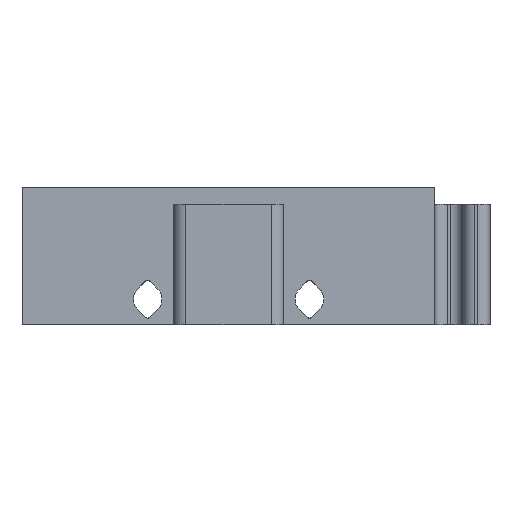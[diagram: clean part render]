
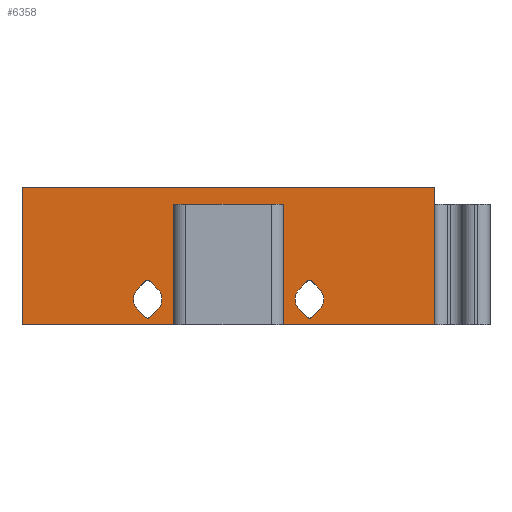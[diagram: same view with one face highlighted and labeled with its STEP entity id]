
A CAD part, left-side view. The second image highlights one B-rep face of the part: STEP entity #6358.
In plain terms, the highlighted planar face has unit normal (-1, 0, 0).
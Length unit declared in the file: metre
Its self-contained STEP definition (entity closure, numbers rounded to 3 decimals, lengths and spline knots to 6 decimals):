
#265=CIRCLE('',#6791,0.0004);
#275=CIRCLE('',#6817,0.002075);
#276=CIRCLE('',#6818,0.0004);
#277=CIRCLE('',#6819,0.002075);
#278=CIRCLE('',#6820,0.0004);
#279=CIRCLE('',#6821,0.002075);
#280=CIRCLE('',#6822,0.002075);
#281=CIRCLE('',#6823,0.0004);
#937=ORIENTED_EDGE('',*,*,#2841,.F.);
#938=ORIENTED_EDGE('',*,*,#2842,.T.);
#939=ORIENTED_EDGE('',*,*,#2843,.F.);
#940=ORIENTED_EDGE('',*,*,#2844,.T.);
#941=ORIENTED_EDGE('',*,*,#2845,.T.);
#942=ORIENTED_EDGE('',*,*,#2846,.T.);
#943=ORIENTED_EDGE('',*,*,#2847,.T.);
#944=ORIENTED_EDGE('',*,*,#2848,.T.);
#945=ORIENTED_EDGE('',*,*,#2849,.T.);
#946=ORIENTED_EDGE('',*,*,#2402,.F.);
#947=ORIENTED_EDGE('',*,*,#2850,.T.);
#948=ORIENTED_EDGE('',*,*,#2647,.T.);
#949=ORIENTED_EDGE('',*,*,#2851,.F.);
#950=ORIENTED_EDGE('',*,*,#2852,.F.);
#951=ORIENTED_EDGE('',*,*,#2853,.T.);
#952=ORIENTED_EDGE('',*,*,#2631,.T.);
#953=ORIENTED_EDGE('',*,*,#2854,.F.);
#954=ORIENTED_EDGE('',*,*,#2855,.T.);
#955=ORIENTED_EDGE('',*,*,#2807,.F.);
#956=ORIENTED_EDGE('',*,*,#2856,.F.);
#957=ORIENTED_EDGE('',*,*,#2857,.F.);
#958=ORIENTED_EDGE('',*,*,#2858,.F.);
#959=ORIENTED_EDGE('',*,*,#2859,.F.);
#960=ORIENTED_EDGE('',*,*,#2860,.T.);
#2402=EDGE_CURVE('',#3382,#3383,#4024,.F.);
#2631=EDGE_CURVE('',#3596,#3595,#4183,.F.);
#2647=EDGE_CURVE('',#3544,#3611,#4191,.F.);
#2807=EDGE_CURVE('',#3739,#3740,#265,.F.);
#2841=EDGE_CURVE('',#3765,#3766,#4318,.T.);
#2842=EDGE_CURVE('',#3765,#3767,#275,.T.);
#2843=EDGE_CURVE('',#3768,#3767,#4319,.T.);
#2844=EDGE_CURVE('',#3768,#3769,#276,.T.);
#2845=EDGE_CURVE('',#3769,#3770,#4320,.T.);
#2846=EDGE_CURVE('',#3770,#3771,#277,.T.);
#2847=EDGE_CURVE('',#3771,#3772,#4321,.T.);
#2848=EDGE_CURVE('',#3772,#3766,#278,.T.);
#2849=EDGE_CURVE('',#3595,#3383,#4322,.T.);
#2850=EDGE_CURVE('',#3382,#3544,#4323,.T.);
#2851=EDGE_CURVE('',#3773,#3611,#4324,.T.);
#2852=EDGE_CURVE('',#3774,#3773,#4325,.T.);
#2853=EDGE_CURVE('',#3774,#3596,#4326,.F.);
#2854=EDGE_CURVE('',#3775,#3776,#279,.F.);
#2855=EDGE_CURVE('',#3775,#3740,#4327,.T.);
#2856=EDGE_CURVE('',#3777,#3739,#4328,.T.);
#2857=EDGE_CURVE('',#3778,#3777,#280,.F.);
#2858=EDGE_CURVE('',#3779,#3778,#4329,.T.);
#2859=EDGE_CURVE('',#3780,#3779,#281,.F.);
#2860=EDGE_CURVE('',#3780,#3776,#4330,.T.);
#3382=VERTEX_POINT('',#8848);
#3383=VERTEX_POINT('',#8849);
#3544=VERTEX_POINT('',#9271);
#3595=VERTEX_POINT('',#9372);
#3596=VERTEX_POINT('',#9374);
#3611=VERTEX_POINT('',#9404);
#3739=VERTEX_POINT('',#9727);
#3740=VERTEX_POINT('',#9729);
#3765=VERTEX_POINT('',#9797);
#3766=VERTEX_POINT('',#9798);
#3767=VERTEX_POINT('',#9800);
#3768=VERTEX_POINT('',#9802);
#3769=VERTEX_POINT('',#9804);
#3770=VERTEX_POINT('',#9806);
#3771=VERTEX_POINT('',#9808);
#3772=VERTEX_POINT('',#9810);
#3773=VERTEX_POINT('',#9815);
#3774=VERTEX_POINT('',#9817);
#3775=VERTEX_POINT('',#9820);
#3776=VERTEX_POINT('',#9821);
#3777=VERTEX_POINT('',#9824);
#3778=VERTEX_POINT('',#9826);
#3779=VERTEX_POINT('',#9828);
#3780=VERTEX_POINT('',#9830);
#4024=LINE('',#8847,#4702);
#4183=LINE('',#9373,#4861);
#4191=LINE('',#9405,#4869);
#4318=LINE('',#9796,#4996);
#4319=LINE('',#9801,#4997);
#4320=LINE('',#9805,#4998);
#4321=LINE('',#9809,#4999);
#4322=LINE('',#9812,#5000);
#4323=LINE('',#9813,#5001);
#4324=LINE('',#9814,#5002);
#4325=LINE('',#9816,#5003);
#4326=LINE('',#9818,#5004);
#4327=LINE('',#9822,#5005);
#4328=LINE('',#9823,#5006);
#4329=LINE('',#9827,#5007);
#4330=LINE('',#9831,#5008);
#4702=VECTOR('',#7141,1.);
#4861=VECTOR('',#7448,1.);
#4869=VECTOR('',#7472,1.);
#4996=VECTOR('',#7821,1.);
#4997=VECTOR('',#7824,1.);
#4998=VECTOR('',#7827,1.);
#4999=VECTOR('',#7830,1.);
#5000=VECTOR('',#7833,1.);
#5001=VECTOR('',#7834,1.);
#5002=VECTOR('',#7835,1.);
#5003=VECTOR('',#7836,1.);
#5004=VECTOR('',#7837,1.);
#5005=VECTOR('',#7840,1.);
#5006=VECTOR('',#7841,1.);
#5007=VECTOR('',#7844,1.);
#5008=VECTOR('',#7847,1.);
#5469=EDGE_LOOP('',(#937,#938,#939,#940,#941,#942,#943,#944));
#5470=EDGE_LOOP('',(#945,#946,#947,#948,#949,#950,#951,#952));
#5471=EDGE_LOOP('',(#953,#954,#955,#956,#957,#958,#959,#960));
#5823=FACE_BOUND('',#5469,.T.);
#5824=FACE_BOUND('',#5470,.T.);
#5825=FACE_BOUND('',#5471,.T.);
#6134=PLANE('',#6816);
#6358=ADVANCED_FACE('',(#5823,#5824,#5825),#6134,.F.);
#6791=AXIS2_PLACEMENT_3D('',#9728,#7752,#7753);
#6816=AXIS2_PLACEMENT_3D('',#9795,#7819,#7820);
#6817=AXIS2_PLACEMENT_3D('',#9799,#7822,#7823);
#6818=AXIS2_PLACEMENT_3D('',#9803,#7825,#7826);
#6819=AXIS2_PLACEMENT_3D('',#9807,#7828,#7829);
#6820=AXIS2_PLACEMENT_3D('',#9811,#7831,#7832);
#6821=AXIS2_PLACEMENT_3D('',#9819,#7838,#7839);
#6822=AXIS2_PLACEMENT_3D('',#9825,#7842,#7843);
#6823=AXIS2_PLACEMENT_3D('',#9829,#7845,#7846);
#7141=DIRECTION('',(0.,1.,0.));
#7448=DIRECTION('',(0.,1.,0.));
#7472=DIRECTION('',(0.,1.,0.));
#7752=DIRECTION('',(1.,0.,0.));
#7753=DIRECTION('',(0.,1.,0.));
#7819=DIRECTION('',(1.,0.,0.));
#7820=DIRECTION('',(0.,1.,0.));
#7821=DIRECTION('',(0.,-0.707,-0.707));
#7822=DIRECTION('',(1.,0.,0.));
#7823=DIRECTION('',(0.,1.,0.));
#7824=DIRECTION('',(0.,0.707,-0.707));
#7825=DIRECTION('',(1.,0.,0.));
#7826=DIRECTION('',(0.,1.,0.));
#7827=DIRECTION('',(0.,-0.707,-0.707));
#7828=DIRECTION('',(1.,0.,0.));
#7829=DIRECTION('',(0.,1.,0.));
#7830=DIRECTION('',(0.,0.707,-0.707));
#7831=DIRECTION('',(1.,0.,0.));
#7832=DIRECTION('',(0.,1.,0.));
#7833=DIRECTION('',(0.,0.,1.));
#7834=DIRECTION('',(0.,0.,-1.));
#7835=DIRECTION('',(0.,0.,-1.));
#7836=DIRECTION('',(0.,1.,0.));
#7837=DIRECTION('',(0.,0.,1.));
#7838=DIRECTION('',(1.,0.,0.));
#7839=DIRECTION('',(0.,1.,0.));
#7840=DIRECTION('',(0.,0.707,-0.707));
#7841=DIRECTION('',(0.,-0.707,-0.707));
#7842=DIRECTION('',(1.,0.,0.));
#7843=DIRECTION('',(0.,1.,0.));
#7844=DIRECTION('',(0.,0.707,-0.707));
#7845=DIRECTION('',(1.,0.,0.));
#7846=DIRECTION('',(0.,1.,0.));
#7847=DIRECTION('',(0.,-0.707,-0.707));
#8847=CARTESIAN_POINT('',(1.410025,1.542111,0.38));
#8848=CARTESIAN_POINT('',(1.410025,1.65,0.38));
#8849=CARTESIAN_POINT('',(1.410025,1.590025,0.38));
#9271=CARTESIAN_POINT('',(1.410025,1.65,0.36));
#9372=CARTESIAN_POINT('',(1.410025,1.590025,0.36));
#9373=CARTESIAN_POINT('',(1.410025,1.542111,0.36));
#9374=CARTESIAN_POINT('',(1.410025,1.614222,0.36));
#9404=CARTESIAN_POINT('',(1.410025,1.625778,0.36));
#9405=CARTESIAN_POINT('',(1.410025,1.662111,0.36));
#9727=CARTESIAN_POINT('',(1.410025,1.608549,0.361082));
#9728=CARTESIAN_POINT('',(1.410025,1.608267,0.361365));
#9729=CARTESIAN_POINT('',(1.410025,1.607984,0.361082));
#9795=CARTESIAN_POINT('',(1.410025,1.542111,0.38));
#9796=CARTESIAN_POINT('',(1.410025,1.596523,0.325588));
#9797=CARTESIAN_POINT('',(1.410025,1.633201,0.362266));
#9798=CARTESIAN_POINT('',(1.410025,1.632016,0.361082));
#9799=CARTESIAN_POINT('',(1.410025,1.631733,0.363733));
#9800=CARTESIAN_POINT('',(1.410025,1.633201,0.365201));
#9801=CARTESIAN_POINT('',(1.410025,1.580256,0.418145));
#9802=CARTESIAN_POINT('',(1.410025,1.632016,0.366385));
#9803=CARTESIAN_POINT('',(1.410025,1.631733,0.366102));
#9804=CARTESIAN_POINT('',(1.410025,1.631451,0.366385));
#9805=CARTESIAN_POINT('',(1.410025,1.593588,0.328523));
#9806=CARTESIAN_POINT('',(1.410025,1.630266,0.365201));
#9807=CARTESIAN_POINT('',(1.410025,1.631733,0.363733));
#9808=CARTESIAN_POINT('',(1.410025,1.630266,0.362266));
#9809=CARTESIAN_POINT('',(1.410025,1.577322,0.415211));
#9810=CARTESIAN_POINT('',(1.410025,1.631451,0.361082));
#9811=CARTESIAN_POINT('',(1.410025,1.631733,0.361365));
#9812=CARTESIAN_POINT('',(1.410025,1.590025,0.38));
#9813=CARTESIAN_POINT('',(1.410025,1.65,0.38));
#9814=CARTESIAN_POINT('',(1.410025,1.625778,0.38));
#9815=CARTESIAN_POINT('',(1.410025,1.625778,0.3775));
#9816=CARTESIAN_POINT('',(1.410025,1.662111,0.3775));
#9817=CARTESIAN_POINT('',(1.410025,1.614222,0.3775));
#9818=CARTESIAN_POINT('',(1.410025,1.614222,0.38));
#9819=CARTESIAN_POINT('',(1.410025,1.608267,0.363733));
#9820=CARTESIAN_POINT('',(1.410025,1.606799,0.362266));
#9821=CARTESIAN_POINT('',(1.410025,1.606799,0.365201));
#9822=CARTESIAN_POINT('',(1.410025,1.565588,0.403477));
#9823=CARTESIAN_POINT('',(1.410025,1.584789,0.337322));
#9824=CARTESIAN_POINT('',(1.410025,1.609734,0.362266));
#9825=CARTESIAN_POINT('',(1.410025,1.608267,0.363733));
#9826=CARTESIAN_POINT('',(1.410025,1.609734,0.365201));
#9827=CARTESIAN_POINT('',(1.410025,1.568523,0.406412));
#9828=CARTESIAN_POINT('',(1.410025,1.608549,0.366385));
#9829=CARTESIAN_POINT('',(1.410025,1.608267,0.366102));
#9830=CARTESIAN_POINT('',(1.410025,1.607984,0.366385));
#9831=CARTESIAN_POINT('',(1.410025,1.581855,0.340256));
